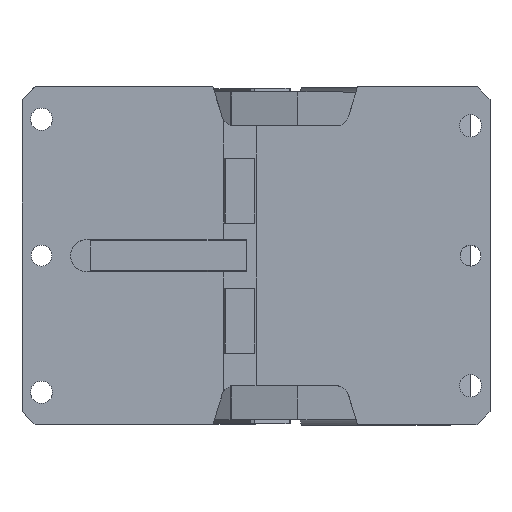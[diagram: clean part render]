
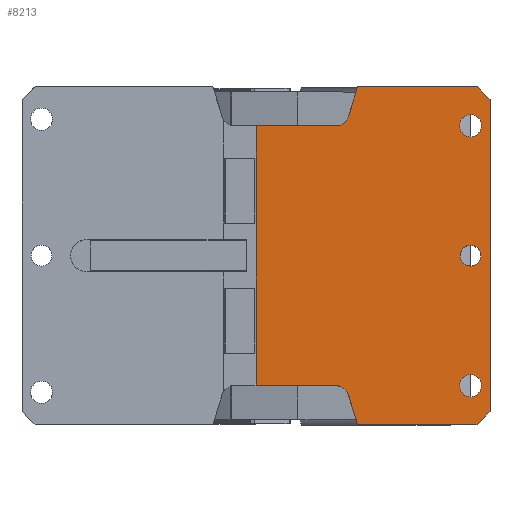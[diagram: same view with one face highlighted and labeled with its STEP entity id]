
A CAD part, top view. The second image highlights one B-rep face of the part: STEP entity #8213.
In plain terms, the highlighted planar face has unit normal (0, 0, 1).
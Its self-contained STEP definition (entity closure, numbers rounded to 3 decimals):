
#2165=CARTESIAN_POINT('Vertex',(-78.4,100.,300.)) ;
#2168=CARTESIAN_POINT('Axis2P3D Location',(-78.4,110.,300.)) ;
#2172=CARTESIAN_POINT('Vertex',(-68.837,107.076,300.)) ;
#2194=CARTESIAN_POINT('Line Origine',(-65.332,118.538,300.)) ;
#2198=CARTESIAN_POINT('Vertex',(-61.828,130.,300.)) ;
#3927=CARTESIAN_POINT('Vertex',(-68.837,-107.076,300.)) ;
#3941=CARTESIAN_POINT('Vertex',(-61.828,-130.,300.)) ;
#3944=CARTESIAN_POINT('Line Origine',(-65.332,-118.538,300.)) ;
#4239=CARTESIAN_POINT('Vertex',(-78.4,-100.,300.)) ;
#4269=CARTESIAN_POINT('Axis2P3D Location',(-78.4,-110.,300.)) ;
#4288=CARTESIAN_POINT('Line Origine',(35.,-125.,300.)) ;
#4292=CARTESIAN_POINT('Vertex',(40.,-120.,300.)) ;
#4294=CARTESIAN_POINT('Vertex',(30.,-130.,300.)) ;
#4320=CARTESIAN_POINT('Line Origine',(40.,0.,300.)) ;
#4324=CARTESIAN_POINT('Vertex',(40.,120.,300.)) ;
#4355=CARTESIAN_POINT('Vertex',(30.,130.,300.)) ;
#4358=CARTESIAN_POINT('Line Origine',(35.,125.,300.)) ;
#5516=CARTESIAN_POINT('Vertex',(-140.,-25.,300.)) ;
#5806=CARTESIAN_POINT('Vertex',(-140.,-75.,300.)) ;
#5811=CARTESIAN_POINT('Line Origine',(-140.,-74.4,300.)) ;
#5815=CARTESIAN_POINT('Vertex',(-140.,-73.8,300.)) ;
#5818=CARTESIAN_POINT('Line Origine',(-140.,-50.,300.)) ;
#5822=CARTESIAN_POINT('Vertex',(-140.,-26.2,300.)) ;
#5825=CARTESIAN_POINT('Line Origine',(-140.,-25.6,300.)) ;
#5848=CARTESIAN_POINT('Vertex',(-140.,25.,300.)) ;
#5858=CARTESIAN_POINT('Line Origine',(-140.,0.,300.)) ;
#6176=CARTESIAN_POINT('Axis2P3D Location',(25.,100.,300.)) ;
#6180=CARTESIAN_POINT('Vertex',(25.,91.5,300.)) ;
#6182=CARTESIAN_POINT('Vertex',(25.,108.5,300.)) ;
#6216=CARTESIAN_POINT('Axis2P3D Location',(25.,100.,300.)) ;
#6238=CARTESIAN_POINT('Axis2P3D Location',(25.,-100.,300.)) ;
#6242=CARTESIAN_POINT('Vertex',(25.,-108.5,300.)) ;
#6244=CARTESIAN_POINT('Vertex',(25.,-91.5,300.)) ;
#6278=CARTESIAN_POINT('Axis2P3D Location',(25.,-100.,300.)) ;
#6360=CARTESIAN_POINT('Vertex',(-140.,-100.,300.)) ;
#6363=CARTESIAN_POINT('Line Origine',(-140.,-91.5,300.)) ;
#6367=CARTESIAN_POINT('Vertex',(-140.,-83.,300.)) ;
#6370=CARTESIAN_POINT('Line Origine',(-140.,-79.,300.)) ;
#6388=CARTESIAN_POINT('Vertex',(-140.,75.,300.)) ;
#6393=CARTESIAN_POINT('Line Origine',(-140.,79.,300.)) ;
#6397=CARTESIAN_POINT('Vertex',(-140.,83.,300.)) ;
#6400=CARTESIAN_POINT('Line Origine',(-140.,91.5,300.)) ;
#6404=CARTESIAN_POINT('Vertex',(-140.,100.,300.)) ;
#6568=CARTESIAN_POINT('Line Origine',(-140.,50.,300.)) ;
#6572=CARTESIAN_POINT('Vertex',(-140.,26.2,300.)) ;
#6574=CARTESIAN_POINT('Vertex',(-140.,73.8,300.)) ;
#6577=CARTESIAN_POINT('Line Origine',(-140.,74.4,300.)) ;
#6587=CARTESIAN_POINT('Line Origine',(-140.,25.6,300.)) ;
#7501=CARTESIAN_POINT('Line Origine',(-109.2,-100.,300.)) ;
#7633=CARTESIAN_POINT('Axis2P3D Location',(25.,0.,300.)) ;
#7637=CARTESIAN_POINT('Vertex',(25.,8.,300.)) ;
#7639=CARTESIAN_POINT('Vertex',(25.,-8.,300.)) ;
#7666=CARTESIAN_POINT('Axis2P3D Location',(25.,0.,300.)) ;
#7761=CARTESIAN_POINT('Line Origine',(-15.914,-130.,300.)) ;
#8154=CARTESIAN_POINT('Line Origine',(-15.914,130.,300.)) ;
#8167=CARTESIAN_POINT('Axis2P3D Location',(-323.,-132.,300.)) ;
#8172=CARTESIAN_POINT('Line Origine',(-109.2,100.,300.)) ;
#2169=DIRECTION('Axis2P3D Direction',(0.,0.,1.)) ;
#2195=DIRECTION('Vector Direction',(-0.292,-0.956,0.)) ;
#3945=DIRECTION('Vector Direction',(-0.292,0.956,0.)) ;
#4270=DIRECTION('Axis2P3D Direction',(0.,0.,1.)) ;
#4289=DIRECTION('Vector Direction',(-0.707,-0.707,0.)) ;
#4321=DIRECTION('Vector Direction',(0.,1.,0.)) ;
#4359=DIRECTION('Vector Direction',(0.707,-0.707,0.)) ;
#5812=DIRECTION('Vector Direction',(0.,1.,0.)) ;
#5819=DIRECTION('Vector Direction',(0.,1.,0.)) ;
#5826=DIRECTION('Vector Direction',(0.,1.,0.)) ;
#5859=DIRECTION('Vector Direction',(0.,1.,0.)) ;
#6177=DIRECTION('Axis2P3D Direction',(0.,0.,-1.)) ;
#6217=DIRECTION('Axis2P3D Direction',(0.,0.,-1.)) ;
#6239=DIRECTION('Axis2P3D Direction',(0.,0.,-1.)) ;
#6279=DIRECTION('Axis2P3D Direction',(0.,0.,-1.)) ;
#6364=DIRECTION('Vector Direction',(0.,-1.,0.)) ;
#6371=DIRECTION('Vector Direction',(0.,1.,0.)) ;
#6394=DIRECTION('Vector Direction',(0.,1.,0.)) ;
#6401=DIRECTION('Vector Direction',(0.,1.,0.)) ;
#6569=DIRECTION('Vector Direction',(0.,-1.,0.)) ;
#6578=DIRECTION('Vector Direction',(0.,-1.,0.)) ;
#6588=DIRECTION('Vector Direction',(0.,-1.,0.)) ;
#7502=DIRECTION('Vector Direction',(-1.,0.,0.)) ;
#7634=DIRECTION('Axis2P3D Direction',(0.,0.,-1.)) ;
#7667=DIRECTION('Axis2P3D Direction',(0.,0.,-1.)) ;
#7762=DIRECTION('Vector Direction',(-1.,0.,0.)) ;
#8155=DIRECTION('Vector Direction',(-1.,0.,0.)) ;
#8168=DIRECTION('Axis2P3D Direction',(0.,0.,1.)) ;
#8169=DIRECTION('Axis2P3D XDirection',(0.,-1.,0.)) ;
#8173=DIRECTION('Vector Direction',(-1.,0.,0.)) ;
#2170=AXIS2_PLACEMENT_3D('Circle Axis2P3D',#2168,#2169,$) ;
#4271=AXIS2_PLACEMENT_3D('Circle Axis2P3D',#4269,#4270,$) ;
#6178=AXIS2_PLACEMENT_3D('Circle Axis2P3D',#6176,#6177,$) ;
#6218=AXIS2_PLACEMENT_3D('Circle Axis2P3D',#6216,#6217,$) ;
#6240=AXIS2_PLACEMENT_3D('Circle Axis2P3D',#6238,#6239,$) ;
#6280=AXIS2_PLACEMENT_3D('Circle Axis2P3D',#6278,#6279,$) ;
#7635=AXIS2_PLACEMENT_3D('Circle Axis2P3D',#7633,#7634,$) ;
#7668=AXIS2_PLACEMENT_3D('Circle Axis2P3D',#7666,#7667,$) ;
#8170=AXIS2_PLACEMENT_3D('Plane Axis2P3D',#8167,#8168,#8169) ;
#8178=ORIENTED_EDGE('',*,*,#5817,.F.) ;
#8179=ORIENTED_EDGE('',*,*,#6374,.F.) ;
#8180=ORIENTED_EDGE('',*,*,#6369,.T.) ;
#8181=ORIENTED_EDGE('',*,*,#7505,.F.) ;
#8182=ORIENTED_EDGE('',*,*,#4273,.T.) ;
#8183=ORIENTED_EDGE('',*,*,#3948,.F.) ;
#8184=ORIENTED_EDGE('',*,*,#7765,.F.) ;
#8185=ORIENTED_EDGE('',*,*,#4296,.F.) ;
#8186=ORIENTED_EDGE('',*,*,#4326,.T.) ;
#8187=ORIENTED_EDGE('',*,*,#4362,.F.) ;
#8188=ORIENTED_EDGE('',*,*,#8158,.T.) ;
#8189=ORIENTED_EDGE('',*,*,#2200,.T.) ;
#8190=ORIENTED_EDGE('',*,*,#2174,.T.) ;
#8191=ORIENTED_EDGE('',*,*,#8176,.T.) ;
#8192=ORIENTED_EDGE('',*,*,#6406,.F.) ;
#8193=ORIENTED_EDGE('',*,*,#6399,.F.) ;
#8194=ORIENTED_EDGE('',*,*,#6581,.T.) ;
#8195=ORIENTED_EDGE('',*,*,#6576,.F.) ;
#8196=ORIENTED_EDGE('',*,*,#6591,.T.) ;
#8197=ORIENTED_EDGE('',*,*,#5862,.F.) ;
#8198=ORIENTED_EDGE('',*,*,#5829,.F.) ;
#8199=ORIENTED_EDGE('',*,*,#5824,.F.) ;
#8202=ORIENTED_EDGE('',*,*,#6184,.T.) ;
#8203=ORIENTED_EDGE('',*,*,#6220,.T.) ;
#8206=ORIENTED_EDGE('',*,*,#7641,.F.) ;
#8207=ORIENTED_EDGE('',*,*,#7670,.F.) ;
#8210=ORIENTED_EDGE('',*,*,#6246,.T.) ;
#8211=ORIENTED_EDGE('',*,*,#6282,.T.) ;
#8204=FACE_BOUND('',#8201,.T.) ;
#8208=FACE_BOUND('',#8205,.T.) ;
#8212=FACE_BOUND('',#8209,.T.) ;
#2196=VECTOR('Line Direction',#2195,1.) ;
#3946=VECTOR('Line Direction',#3945,1.) ;
#4290=VECTOR('Line Direction',#4289,1.) ;
#4322=VECTOR('Line Direction',#4321,1.) ;
#4360=VECTOR('Line Direction',#4359,1.) ;
#5813=VECTOR('Line Direction',#5812,1.) ;
#5820=VECTOR('Line Direction',#5819,1.) ;
#5827=VECTOR('Line Direction',#5826,1.) ;
#5860=VECTOR('Line Direction',#5859,1.) ;
#6365=VECTOR('Line Direction',#6364,1.) ;
#6372=VECTOR('Line Direction',#6371,1.) ;
#6395=VECTOR('Line Direction',#6394,1.) ;
#6402=VECTOR('Line Direction',#6401,1.) ;
#6570=VECTOR('Line Direction',#6569,1.) ;
#6579=VECTOR('Line Direction',#6578,1.) ;
#6589=VECTOR('Line Direction',#6588,1.) ;
#7503=VECTOR('Line Direction',#7502,1.) ;
#7763=VECTOR('Line Direction',#7762,1.) ;
#8156=VECTOR('Line Direction',#8155,1.) ;
#8174=VECTOR('Line Direction',#8173,1.) ;
#8213=ADVANCED_FACE('CAM HOLDER',(#8200,#8204,#8208,#8212),#8171,.T.) ;
#2171=CIRCLE('generated circle',#2170,10.) ;
#4272=CIRCLE('generated circle',#4271,10.) ;
#6179=CIRCLE('generated circle',#6178,8.5) ;
#6219=CIRCLE('generated circle',#6218,8.5) ;
#6241=CIRCLE('generated circle',#6240,8.5) ;
#6281=CIRCLE('generated circle',#6280,8.5) ;
#7636=CIRCLE('generated circle',#7635,8.) ;
#7669=CIRCLE('generated circle',#7668,8.) ;
#2174=EDGE_CURVE('',#2173,#2166,#2171,.F.) ;
#2200=EDGE_CURVE('',#2199,#2173,#2197,.T.) ;
#3948=EDGE_CURVE('',#3942,#3928,#3947,.T.) ;
#4273=EDGE_CURVE('',#4240,#3928,#4272,.F.) ;
#4296=EDGE_CURVE('',#4293,#4295,#4291,.T.) ;
#4326=EDGE_CURVE('',#4293,#4325,#4323,.T.) ;
#4362=EDGE_CURVE('',#4356,#4325,#4361,.T.) ;
#5817=EDGE_CURVE('',#5807,#5816,#5814,.T.) ;
#5824=EDGE_CURVE('',#5816,#5823,#5821,.T.) ;
#5829=EDGE_CURVE('',#5823,#5517,#5828,.T.) ;
#5862=EDGE_CURVE('',#5517,#5849,#5861,.T.) ;
#6184=EDGE_CURVE('',#6181,#6183,#6179,.T.) ;
#6220=EDGE_CURVE('',#6183,#6181,#6219,.T.) ;
#6246=EDGE_CURVE('',#6243,#6245,#6241,.T.) ;
#6282=EDGE_CURVE('',#6245,#6243,#6281,.T.) ;
#6369=EDGE_CURVE('',#6368,#6361,#6366,.T.) ;
#6374=EDGE_CURVE('',#6368,#5807,#6373,.T.) ;
#6399=EDGE_CURVE('',#6389,#6398,#6396,.T.) ;
#6406=EDGE_CURVE('',#6398,#6405,#6403,.T.) ;
#6576=EDGE_CURVE('',#6573,#6575,#6571,.F.) ;
#6581=EDGE_CURVE('',#6389,#6575,#6580,.T.) ;
#6591=EDGE_CURVE('',#6573,#5849,#6590,.T.) ;
#7505=EDGE_CURVE('',#4240,#6361,#7504,.T.) ;
#7641=EDGE_CURVE('',#7638,#7640,#7636,.F.) ;
#7670=EDGE_CURVE('',#7640,#7638,#7669,.F.) ;
#7765=EDGE_CURVE('',#4295,#3942,#7764,.T.) ;
#8158=EDGE_CURVE('',#4356,#2199,#8157,.T.) ;
#8176=EDGE_CURVE('',#2166,#6405,#8175,.T.) ;
#8177=EDGE_LOOP('',(#8178,#8179,#8180,#8181,#8182,#8183,#8184,#8185,#8186,#8187,#8188,#8189,#8190,#8191,#8192,#8193,#8194,#8195,#8196,#8197,#8198,#8199)) ;
#8201=EDGE_LOOP('',(#8202,#8203)) ;
#8205=EDGE_LOOP('',(#8206,#8207)) ;
#8209=EDGE_LOOP('',(#8210,#8211)) ;
#8200=FACE_OUTER_BOUND('',#8177,.T.) ;
#2197=LINE('Line',#2194,#2196) ;
#3947=LINE('Line',#3944,#3946) ;
#4291=LINE('Line',#4288,#4290) ;
#4323=LINE('Line',#4320,#4322) ;
#4361=LINE('Line',#4358,#4360) ;
#5814=LINE('Line',#5811,#5813) ;
#5821=LINE('Line',#5818,#5820) ;
#5828=LINE('Line',#5825,#5827) ;
#5861=LINE('Line',#5858,#5860) ;
#6366=LINE('Line',#6363,#6365) ;
#6373=LINE('Line',#6370,#6372) ;
#6396=LINE('Line',#6393,#6395) ;
#6403=LINE('Line',#6400,#6402) ;
#6571=LINE('Line',#6568,#6570) ;
#6580=LINE('Line',#6577,#6579) ;
#6590=LINE('Line',#6587,#6589) ;
#7504=LINE('Line',#7501,#7503) ;
#7764=LINE('Line',#7761,#7763) ;
#8157=LINE('Line',#8154,#8156) ;
#8175=LINE('Line',#8172,#8174) ;
#8171=PLANE('Plane',#8170) ;
#2166=VERTEX_POINT('',#2165) ;
#2173=VERTEX_POINT('',#2172) ;
#2199=VERTEX_POINT('',#2198) ;
#3928=VERTEX_POINT('',#3927) ;
#3942=VERTEX_POINT('',#3941) ;
#4240=VERTEX_POINT('',#4239) ;
#4293=VERTEX_POINT('',#4292) ;
#4295=VERTEX_POINT('',#4294) ;
#4325=VERTEX_POINT('',#4324) ;
#4356=VERTEX_POINT('',#4355) ;
#5517=VERTEX_POINT('',#5516) ;
#5807=VERTEX_POINT('',#5806) ;
#5816=VERTEX_POINT('',#5815) ;
#5823=VERTEX_POINT('',#5822) ;
#5849=VERTEX_POINT('',#5848) ;
#6181=VERTEX_POINT('',#6180) ;
#6183=VERTEX_POINT('',#6182) ;
#6243=VERTEX_POINT('',#6242) ;
#6245=VERTEX_POINT('',#6244) ;
#6361=VERTEX_POINT('',#6360) ;
#6368=VERTEX_POINT('',#6367) ;
#6389=VERTEX_POINT('',#6388) ;
#6398=VERTEX_POINT('',#6397) ;
#6405=VERTEX_POINT('',#6404) ;
#6573=VERTEX_POINT('',#6572) ;
#6575=VERTEX_POINT('',#6574) ;
#7638=VERTEX_POINT('',#7637) ;
#7640=VERTEX_POINT('',#7639) ;
